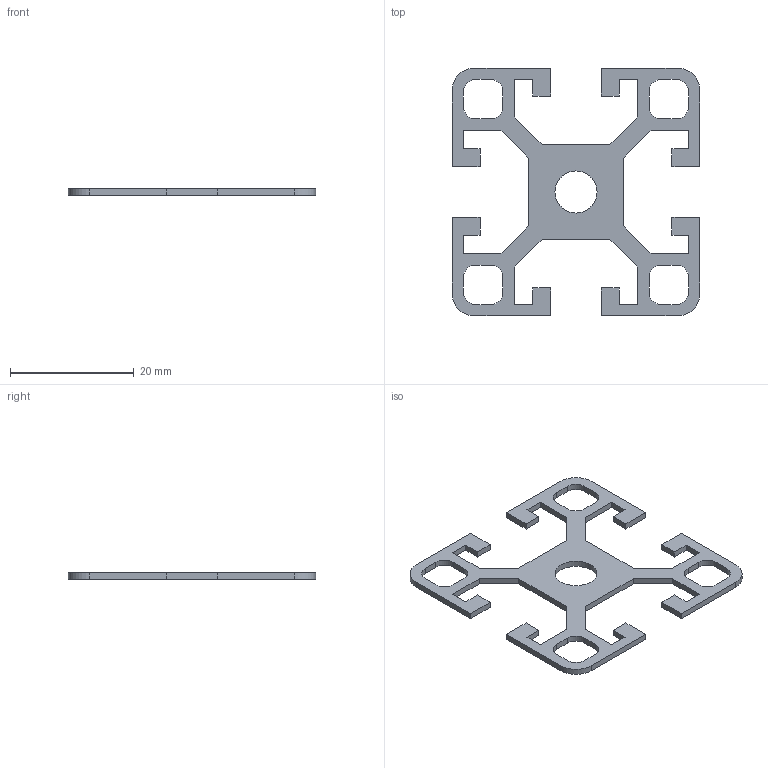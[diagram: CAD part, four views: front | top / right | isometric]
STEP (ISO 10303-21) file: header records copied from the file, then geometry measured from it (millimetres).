
FILE_DESCRIPTION((''),'2;1');
FILE_NAME('SP505_extern.ipt.step','2007-09-10T15:10:12',(''),(''),'Autodesk Inventor 11','Autodesk Inventor 11','');
FILE_SCHEMA(('AUTOMOTIVE_DESIGN { 1 0 10303 214 1 1 1 1 }'));
Length unit declared in the file: millimetre
Products named in the file (1): SP505_extern
Bounding box: 40 x 40 x 1 mm (x, y, z)
Volume: 640.4 mm3; surface area: 1760.5 mm2
Topology: 1 solids, 1 shells, 99 faces, 292 edges, 195 vertices
Faces by surface type: plane 78, cylinder 20, bspline 1
Entity records: 3318 total; most frequent: CARTESIAN_POINT 601, ORIENTED_EDGE 580, DIRECTION 530, EDGE_CURVE 290, VECTOR 248, LINE 248, VERTEX_POINT 194, AXIS2_PLACEMENT_3D 141
